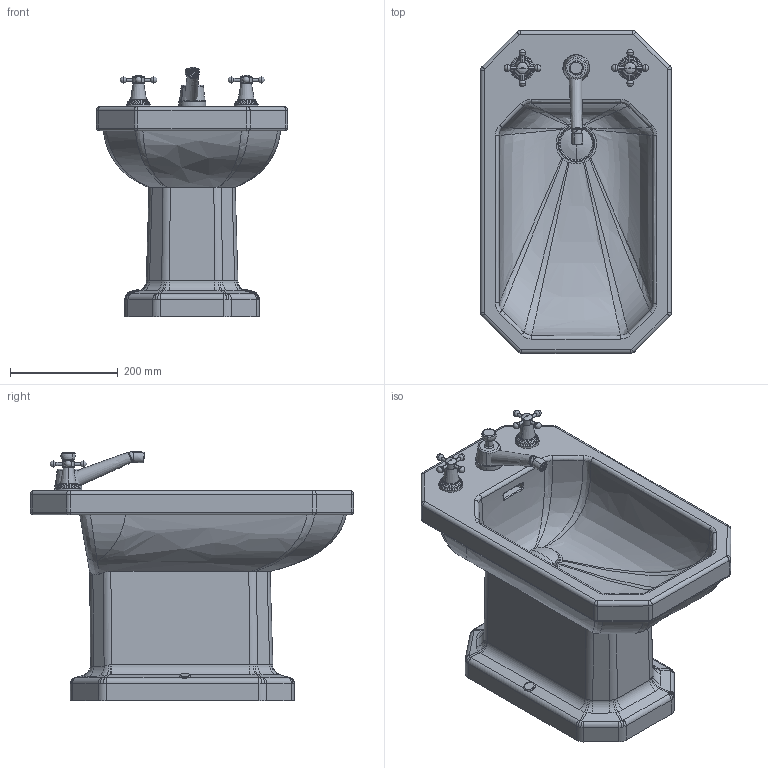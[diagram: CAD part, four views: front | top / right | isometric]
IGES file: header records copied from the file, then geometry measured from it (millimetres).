
Global section: file name: No Iges File Name specified; native system: AutoDesk Inventor R11.0; preprocessor: AutoDesk Inventor Iges Exporter R11.0; author: No Author specified; organization: No Organization specified; date: 20080103.110618; units: millimetre
Bounding box: 355 x 600 x 462.93 mm (x, y, z)
Volume: 15434350.7 mm3; surface area: 1238534.5 mm2
Topology: 19 solids, 19 shells, 565 faces, 1313 edges, 774 vertices
Faces by surface type: bspline 150, plane 136, cylinder 110, revolution 75, torus 58, sphere 20, cone 16
